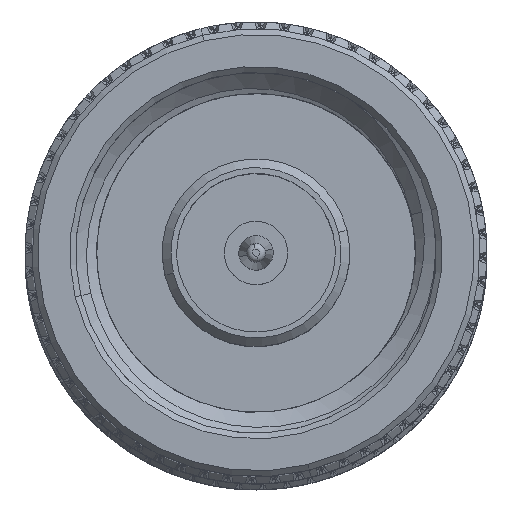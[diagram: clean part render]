
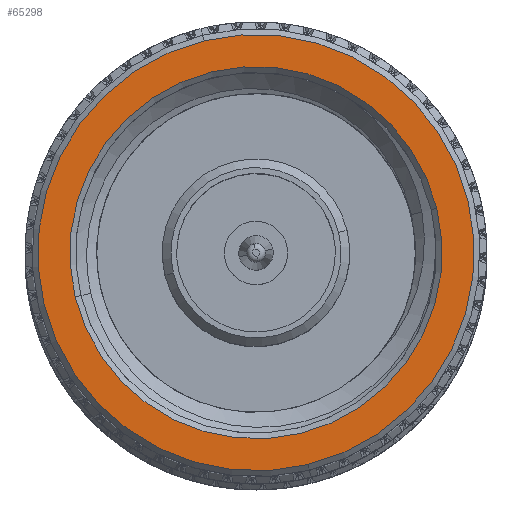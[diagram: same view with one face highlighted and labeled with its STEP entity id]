
A CAD part, top view. The second image highlights one B-rep face of the part: STEP entity #65298.
In plain terms, the highlighted face is planar.
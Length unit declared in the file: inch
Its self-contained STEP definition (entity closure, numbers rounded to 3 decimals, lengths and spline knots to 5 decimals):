
#112 = ORIENTED_EDGE ( 'NONE', *, *, #12735, .T. ) ;
#2241 = CARTESIAN_POINT ( 'NONE',  ( 0., 0., 0. ) ) ;
#10434 = CARTESIAN_POINT ( 'NONE',  ( 0., 0., 0. ) ) ;
#11294 = DIRECTION ( 'NONE',  ( 1., 0., 0. ) ) ;
#12735 = EDGE_CURVE ( 'NONE', #107557, #35414, #98603, .T. ) ;
#13110 = CARTESIAN_POINT ( 'NONE',  ( 0., 0.38809, 0. ) ) ;
#15188 = ORIENTED_EDGE ( 'NONE', *, *, #86749, .T. ) ;
#17731 = CARTESIAN_POINT ( 'NONE',  ( 0., 0.37809, 0. ) ) ;
#17870 = CIRCLE ( 'NONE', #86869, 0.37809 ) ;
#27581 = FACE_OUTER_BOUND ( 'NONE', #55576, .T. ) ;
#28353 = CARTESIAN_POINT ( 'NONE',  ( 0., 0., 0.3225 ) ) ;
#30204 = FACE_BOUND ( 'NONE', #63668, .T. ) ;
#31268 = DIRECTION ( 'NONE',  ( 0., -1., 0. ) ) ;
#32075 = AXIS2_PLACEMENT_3D ( 'NONE', #92129, #83410, #100489 ) ;
#32347 = DIRECTION ( 'NONE',  ( 1., 0., 0. ) ) ;
#35414 = VERTEX_POINT ( 'NONE', #36395 ) ;
#36395 = CARTESIAN_POINT ( 'NONE',  ( 0., 0., -0.3225 ) ) ;
#39587 = CIRCLE ( 'NONE', #32075, 0.37809 ) ;
#43384 = AXIS2_PLACEMENT_3D ( 'NONE', #2241, #11294, #85409 ) ;
#44046 = AXIS2_PLACEMENT_3D ( 'NONE', #13110, #80694, #97013 ) ;
#46879 = CIRCLE ( 'NONE', #43384, 0.3225 ) ;
#50859 = CARTESIAN_POINT ( 'NONE',  ( 0., -0.37809, 0. ) ) ;
#53415 = ORIENTED_EDGE ( 'NONE', *, *, #72215, .T. ) ;
#55576 = EDGE_LOOP ( 'NONE', ( #53415, #15188 ) ) ;
#60061 = VERTEX_POINT ( 'NONE', #17731 ) ;
#63668 = EDGE_LOOP ( 'NONE', ( #112, #93311 ) ) ;
#65298 = ADVANCED_FACE ( 'NONE', ( #30204, #27581 ), #105775, .T. ) ;
#72215 = EDGE_CURVE ( 'NONE', #60061, #84540, #17870, .T. ) ;
#80694 = DIRECTION ( 'NONE',  ( -1., 0., 0. ) ) ;
#81303 = CARTESIAN_POINT ( 'NONE',  ( 0., 0., 0. ) ) ;
#83410 = DIRECTION ( 'NONE',  ( -1., 0., 0. ) ) ;
#84540 = VERTEX_POINT ( 'NONE', #50859 ) ;
#85409 = DIRECTION ( 'NONE',  ( 0., -1., 0. ) ) ;
#86020 = DIRECTION ( 'NONE',  ( -1., 0., 0. ) ) ;
#86749 = EDGE_CURVE ( 'NONE', #84540, #60061, #39587, .T. ) ;
#86869 = AXIS2_PLACEMENT_3D ( 'NONE', #10434, #86020, #93679 ) ;
#92129 = CARTESIAN_POINT ( 'NONE',  ( 0., 0., 0. ) ) ;
#93311 = ORIENTED_EDGE ( 'NONE', *, *, #105355, .T. ) ;
#93679 = DIRECTION ( 'NONE',  ( 0., -1., 0. ) ) ;
#97013 = DIRECTION ( 'NONE',  ( 0., -1., 0. ) ) ;
#98603 = CIRCLE ( 'NONE', #106479, 0.3225 ) ;
#100489 = DIRECTION ( 'NONE',  ( 0., -1., 0. ) ) ;
#105355 = EDGE_CURVE ( 'NONE', #35414, #107557, #46879, .T. ) ;
#105775 = PLANE ( 'NONE',  #44046 ) ;
#106479 = AXIS2_PLACEMENT_3D ( 'NONE', #81303, #32347, #31268 ) ;
#107557 = VERTEX_POINT ( 'NONE', #28353 ) ;
